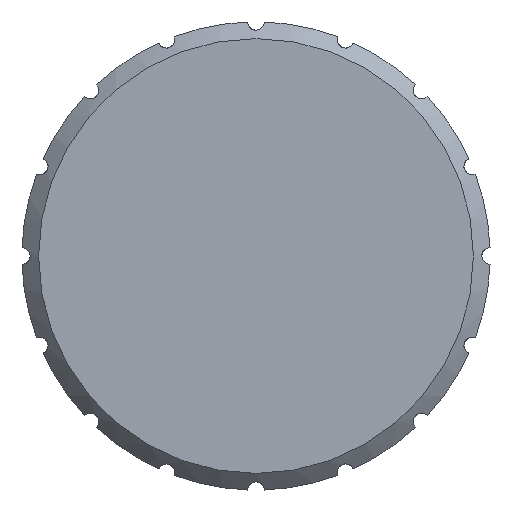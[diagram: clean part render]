
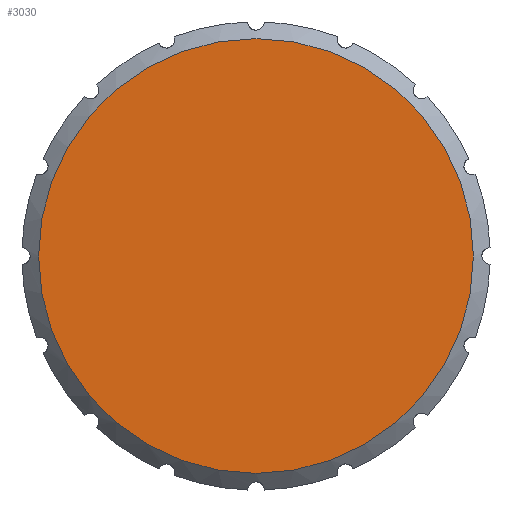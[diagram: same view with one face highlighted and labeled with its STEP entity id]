
A CAD part, front view. The second image highlights one B-rep face of the part: STEP entity #3030.
In plain terms, the highlighted planar face has unit normal (0, -1, 0).
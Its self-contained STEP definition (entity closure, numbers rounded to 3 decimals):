
#19=PLANE('',#3411);
#136=CIRCLE('',#3147,13.);
#471=FACE_OUTER_BOUND('',#661,.T.);
#661=EDGE_LOOP('',(#2719));
#1334=VERTEX_POINT('',#7117);
#1649=EDGE_CURVE('',#1334,#1334,#136,.T.);
#2719=ORIENTED_EDGE('',*,*,#1649,.F.);
#3030=ADVANCED_FACE('',(#471),#19,.F.);
#3147=AXIS2_PLACEMENT_3D('',#7119,#3714,#3715);
#3411=AXIS2_PLACEMENT_3D('',#7386,#4244,#4245);
#3714=DIRECTION('center_axis',(0.,1.,0.));
#3715=DIRECTION('ref_axis',(1.,0.,0.));
#4244=DIRECTION('center_axis',(0.,1.,0.));
#4245=DIRECTION('ref_axis',(1.,0.,0.));
#7117=CARTESIAN_POINT('',(-13.,0.,0.));
#7119=CARTESIAN_POINT('Origin',(0.,0.,0.));
#7386=CARTESIAN_POINT('Origin',(0.,0.,0.));
